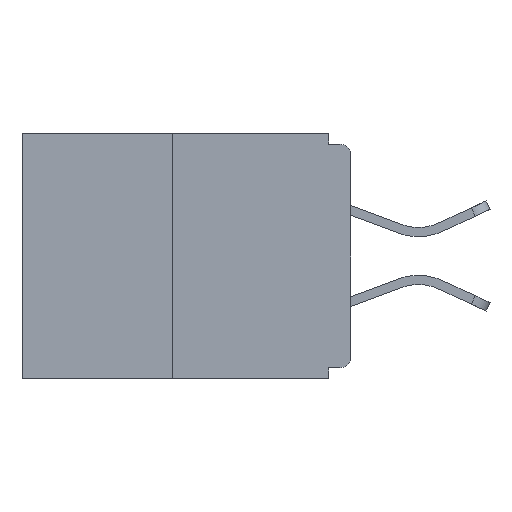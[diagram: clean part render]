
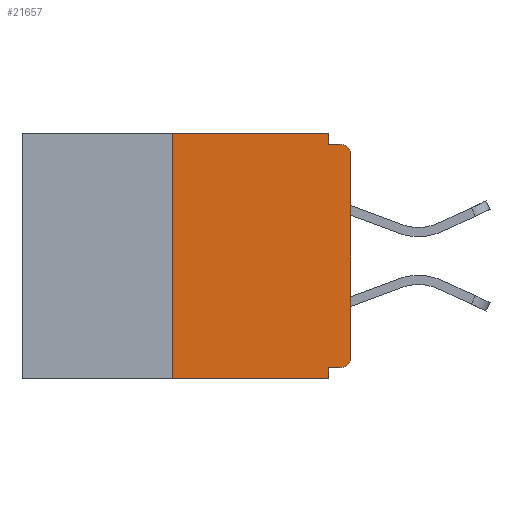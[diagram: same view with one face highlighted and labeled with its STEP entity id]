
A CAD part, left-side view. The second image highlights one B-rep face of the part: STEP entity #21657.
In plain terms, the highlighted planar face has unit normal (-1, 0, 0).
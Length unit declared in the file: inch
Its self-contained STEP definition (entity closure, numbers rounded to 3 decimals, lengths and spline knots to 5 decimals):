
#74 = DIRECTION ( 'NONE',  ( 0., 0., -1. ) ) ;
#78 = VECTOR ( 'NONE', #17992, 39.37008 ) ;
#612 = ORIENTED_EDGE ( 'NONE', *, *, #19135, .F. ) ;
#669 = VERTEX_POINT ( 'NONE', #2037 ) ;
#901 = ORIENTED_EDGE ( 'NONE', *, *, #10807, .T. ) ;
#1874 = VERTEX_POINT ( 'NONE', #19393 ) ;
#2037 = CARTESIAN_POINT ( 'NONE',  ( 0., 0., -0.03 ) ) ;
#2255 = DIRECTION ( 'NONE',  ( 0., 0., 1. ) ) ;
#2569 = ORIENTED_EDGE ( 'NONE', *, *, #6997, .F. ) ;
#3327 = ORIENTED_EDGE ( 'NONE', *, *, #18228, .F. ) ;
#3452 = DIRECTION ( 'NONE',  ( 1., 0., 0. ) ) ;
#3501 = VECTOR ( 'NONE', #5843, 39.37008 ) ;
#4630 = VERTEX_POINT ( 'NONE', #10775 ) ;
#4750 = ORIENTED_EDGE ( 'NONE', *, *, #15447, .F. ) ;
#4952 = LINE ( 'NONE', #5147, #78 ) ;
#5147 = CARTESIAN_POINT ( 'NONE',  ( 0., 0.031, 0. ) ) ;
#5515 = FACE_OUTER_BOUND ( 'NONE', #13300, .T. ) ;
#5843 = DIRECTION ( 'NONE',  ( 0., 1., 0. ) ) ;
#6523 = LINE ( 'NONE', #11258, #22965 ) ;
#6842 = DIRECTION ( 'NONE',  ( 0., 0., -1. ) ) ;
#6997 = EDGE_CURVE ( 'NONE', #19853, #8984, #10018, .T. ) ;
#7086 = DIRECTION ( 'NONE',  ( 0., 0., 1. ) ) ;
#7095 = DIRECTION ( 'NONE',  ( 0., 0., -1. ) ) ;
#7480 = CARTESIAN_POINT ( 'NONE',  ( 0., 0.46, -0.343 ) ) ;
#7949 = CARTESIAN_POINT ( 'NONE',  ( 0., 0.031, -0.015 ) ) ;
#8368 = LINE ( 'NONE', #7480, #14693 ) ;
#8765 = CARTESIAN_POINT ( 'NONE',  ( 0., 0.25, 0. ) ) ;
#8984 = VERTEX_POINT ( 'NONE', #21809 ) ;
#9223 = CARTESIAN_POINT ( 'NONE',  ( 0., 0., -0.015 ) ) ;
#9357 = VERTEX_POINT ( 'NONE', #22750 ) ;
#10018 = LINE ( 'NONE', #8765, #12290 ) ;
#10033 = CARTESIAN_POINT ( 'NONE',  ( 0., 0.031, 0. ) ) ;
#10078 = EDGE_CURVE ( 'NONE', #11132, #11063, #4952, .T. ) ;
#10249 = VECTOR ( 'NONE', #6842, 39.37008 ) ;
#10635 = VERTEX_POINT ( 'NONE', #15719 ) ;
#10775 = CARTESIAN_POINT ( 'NONE',  ( 0., 0.015, -0.015 ) ) ;
#10785 = ORIENTED_EDGE ( 'NONE', *, *, #17506, .T. ) ;
#10807 = EDGE_CURVE ( 'NONE', #19853, #21705, #8368, .T. ) ;
#11063 = VERTEX_POINT ( 'NONE', #7949 ) ;
#11094 = CARTESIAN_POINT ( 'NONE',  ( 0., 0.46, 0. ) ) ;
#11132 = VERTEX_POINT ( 'NONE', #10033 ) ;
#11258 = CARTESIAN_POINT ( 'NONE',  ( 0., 0., 0. ) ) ;
#11943 = ORIENTED_EDGE ( 'NONE', *, *, #14545, .T. ) ;
#11980 = LINE ( 'NONE', #16276, #10249 ) ;
#12138 = CARTESIAN_POINT ( 'NONE',  ( 0., 0.25, -0.343 ) ) ;
#12290 = VECTOR ( 'NONE', #7086, 39.37008 ) ;
#13300 = EDGE_LOOP ( 'NONE', ( #612, #2569, #901, #4750, #3327, #10785, #19306, #11943, #14181, #17697 ) ) ;
#13350 = CARTESIAN_POINT ( 'NONE',  ( 0., 0.46, 0. ) ) ;
#13703 = AXIS2_PLACEMENT_3D ( 'NONE', #16274, #18110, #7095 ) ;
#14041 = LINE ( 'NONE', #13350, #17241 ) ;
#14181 = ORIENTED_EDGE ( 'NONE', *, *, #19602, .F. ) ;
#14412 = AXIS2_PLACEMENT_3D ( 'NONE', #19057, #15676, #17132 ) ;
#14545 = EDGE_CURVE ( 'NONE', #669, #4630, #15724, .T. ) ;
#14693 = VECTOR ( 'NONE', #22361, 39.37008 ) ;
#15299 = AXIS2_PLACEMENT_3D ( 'NONE', #11094, #3452, #74 ) ;
#15447 = EDGE_CURVE ( 'NONE', #9357, #21705, #11980, .T. ) ;
#15676 = DIRECTION ( 'NONE',  ( -1., 0., 0. ) ) ;
#15719 = CARTESIAN_POINT ( 'NONE',  ( 0., 0.015, -0.328 ) ) ;
#15724 = CIRCLE ( 'NONE', #13703, 0.015 ) ;
#16230 = PLANE ( 'NONE',  #15299 ) ;
#16274 = CARTESIAN_POINT ( 'NONE',  ( 0., 0.015, -0.03 ) ) ;
#16276 = CARTESIAN_POINT ( 'NONE',  ( 0., 0.031, -0.343 ) ) ;
#17132 = DIRECTION ( 'NONE',  ( 0., 0., -1. ) ) ;
#17241 = VECTOR ( 'NONE', #20769, 39.37008 ) ;
#17506 = EDGE_CURVE ( 'NONE', #10635, #1874, #18495, .T. ) ;
#17697 = ORIENTED_EDGE ( 'NONE', *, *, #10078, .F. ) ;
#17992 = DIRECTION ( 'NONE',  ( 0., 0., -1. ) ) ;
#18110 = DIRECTION ( 'NONE',  ( -1., 0., 0. ) ) ;
#18228 = EDGE_CURVE ( 'NONE', #10635, #9357, #21926, .T. ) ;
#18495 = CIRCLE ( 'NONE', #14412, 0.015 ) ;
#18643 = DIRECTION ( 'NONE',  ( 0., -1., 0. ) ) ;
#19057 = CARTESIAN_POINT ( 'NONE',  ( 0., 0.015, -0.313 ) ) ;
#19135 = EDGE_CURVE ( 'NONE', #8984, #11132, #14041, .T. ) ;
#19306 = ORIENTED_EDGE ( 'NONE', *, *, #23707, .T. ) ;
#19393 = CARTESIAN_POINT ( 'NONE',  ( 0., 0., -0.313 ) ) ;
#19602 = EDGE_CURVE ( 'NONE', #11063, #4630, #22421, .T. ) ;
#19853 = VERTEX_POINT ( 'NONE', #12138 ) ;
#20769 = DIRECTION ( 'NONE',  ( 0., -1., 0. ) ) ;
#21657 = ADVANCED_FACE ( 'NONE', ( #5515 ), #16230, .F. ) ;
#21705 = VERTEX_POINT ( 'NONE', #23634 ) ;
#21809 = CARTESIAN_POINT ( 'NONE',  ( 0., 0.25, 0. ) ) ;
#21926 = LINE ( 'NONE', #22480, #3501 ) ;
#22361 = DIRECTION ( 'NONE',  ( 0., -1., 0. ) ) ;
#22421 = LINE ( 'NONE', #9223, #23829 ) ;
#22480 = CARTESIAN_POINT ( 'NONE',  ( 0., 0., -0.328 ) ) ;
#22750 = CARTESIAN_POINT ( 'NONE',  ( 0., 0.031, -0.328 ) ) ;
#22965 = VECTOR ( 'NONE', #2255, 39.37008 ) ;
#23634 = CARTESIAN_POINT ( 'NONE',  ( 0., 0.031, -0.343 ) ) ;
#23707 = EDGE_CURVE ( 'NONE', #1874, #669, #6523, .T. ) ;
#23829 = VECTOR ( 'NONE', #18643, 39.37008 ) ;
